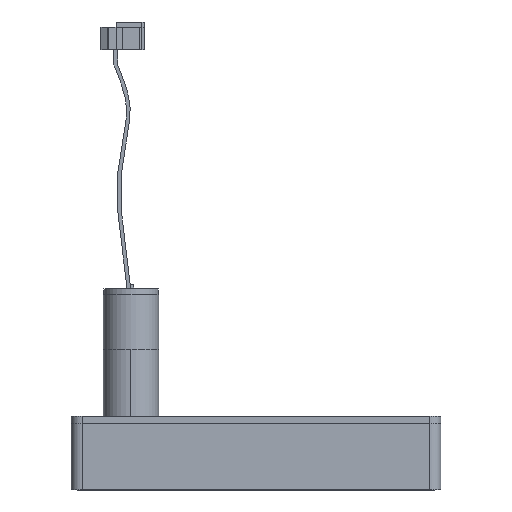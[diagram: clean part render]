
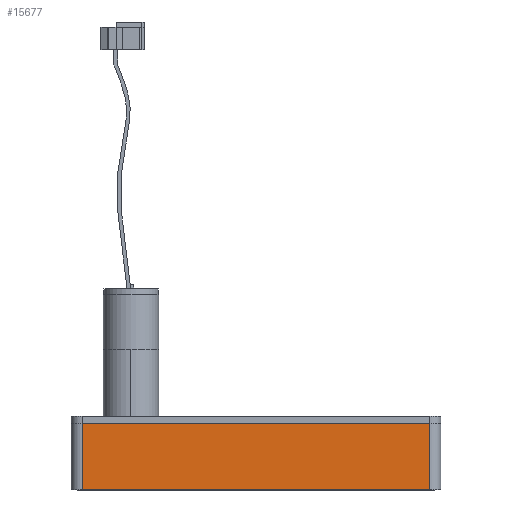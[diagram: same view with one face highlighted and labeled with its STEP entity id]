
A CAD part, left-side view. The second image highlights one B-rep face of the part: STEP entity #15677.
In plain terms, the highlighted planar face has unit normal (-1, 0, 0).
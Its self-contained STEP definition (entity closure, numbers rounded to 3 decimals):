
#1925 = VECTOR ( 'NONE', #49993, 1000. ) ;
#3917 = PLANE ( 'NONE',  #4421 ) ;
#4421 = AXIS2_PLACEMENT_3D ( 'NONE', #8192, #37589, #29007 ) ;
#6035 = VERTEX_POINT ( 'NONE', #36188 ) ;
#7934 = VECTOR ( 'NONE', #22592, 1000. ) ;
#7977 = CARTESIAN_POINT ( 'NONE',  ( -45., -47., -18. ) ) ;
#8192 = CARTESIAN_POINT ( 'NONE',  ( -45., 50., -18. ) ) ;
#8303 = EDGE_CURVE ( 'NONE', #32193, #50801, #38662, .T. ) ;
#12088 = DIRECTION ( 'NONE',  ( 0., 0., 1. ) ) ;
#12790 = ORIENTED_EDGE ( 'NONE', *, *, #8303, .T. ) ;
#13285 = CARTESIAN_POINT ( 'NONE',  ( -45., 47., -18. ) ) ;
#15009 = FACE_OUTER_BOUND ( 'NONE', #21717, .T. ) ;
#15220 = CARTESIAN_POINT ( 'NONE',  ( -45., -47., 0. ) ) ;
#15677 = ADVANCED_FACE ( 'NONE', ( #15009 ), #3917, .F. ) ;
#16027 = ORIENTED_EDGE ( 'NONE', *, *, #22343, .T. ) ;
#18125 = CARTESIAN_POINT ( 'NONE',  ( -45., 50., 0. ) ) ;
#18779 = DIRECTION ( 'NONE',  ( 0., 1., 0. ) ) ;
#20156 = LINE ( 'NONE', #47298, #52332 ) ;
#21717 = EDGE_LOOP ( 'NONE', ( #50486, #12790, #16027, #22472 ) ) ;
#22343 = EDGE_CURVE ( 'NONE', #50801, #6035, #28476, .T. ) ;
#22472 = ORIENTED_EDGE ( 'NONE', *, *, #24876, .T. ) ;
#22592 = DIRECTION ( 'NONE',  ( 0., 1., 0. ) ) ;
#24876 = EDGE_CURVE ( 'NONE', #6035, #31314, #26863, .T. ) ;
#26863 = LINE ( 'NONE', #37565, #1925 ) ;
#28476 = LINE ( 'NONE', #18125, #7934 ) ;
#29007 = DIRECTION ( 'NONE',  ( 0., -1., 0. ) ) ;
#31314 = VERTEX_POINT ( 'NONE', #13285 ) ;
#32193 = VERTEX_POINT ( 'NONE', #53091 ) ;
#36188 = CARTESIAN_POINT ( 'NONE',  ( -45., 47., 0. ) ) ;
#37565 = CARTESIAN_POINT ( 'NONE',  ( -45., 47., -18. ) ) ;
#37589 = DIRECTION ( 'NONE',  ( 1., 0., 0. ) ) ;
#38662 = LINE ( 'NONE', #7977, #44452 ) ;
#44452 = VECTOR ( 'NONE', #12088, 1000. ) ;
#45148 = EDGE_CURVE ( 'NONE', #32193, #31314, #20156, .T. ) ;
#47298 = CARTESIAN_POINT ( 'NONE',  ( -45., 50., -18. ) ) ;
#49993 = DIRECTION ( 'NONE',  ( 0., 0., -1. ) ) ;
#50486 = ORIENTED_EDGE ( 'NONE', *, *, #45148, .F. ) ;
#50801 = VERTEX_POINT ( 'NONE', #15220 ) ;
#52332 = VECTOR ( 'NONE', #18779, 1000. ) ;
#53091 = CARTESIAN_POINT ( 'NONE',  ( -45., -47., -18. ) ) ;
